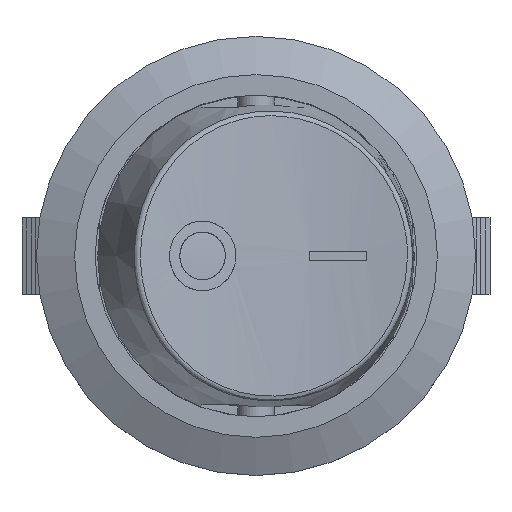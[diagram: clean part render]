
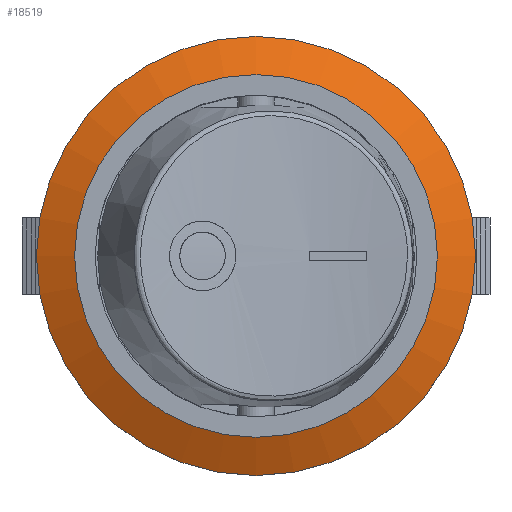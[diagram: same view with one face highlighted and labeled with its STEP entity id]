
A CAD part, top view. The second image highlights one B-rep face of the part: STEP entity #18519.
In plain terms, the highlighted conical face has half-angle 65.772 degrees and reference radius 10.5 mm.
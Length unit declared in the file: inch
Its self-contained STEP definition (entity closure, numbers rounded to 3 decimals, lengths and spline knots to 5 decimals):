
#342=CONICAL_SURFACE('',#19541,0.41339,1.148);
#1146=CIRCLE('',#19542,0.45276);
#1147=CIRCLE('',#19543,0.37402);
#2403=LINE('',#92498,#3660);
#3660=VECTOR('',#22801,0.41339);
#5133=FACE_OUTER_BOUND('',#6267,.T.);
#6267=EDGE_LOOP('',(#17439,#17440,#17441,#17442));
#9146=VERTEX_POINT('',#92495);
#9147=VERTEX_POINT('',#92497);
#11915=EDGE_CURVE('',#9146,#9146,#1146,.T.);
#11916=EDGE_CURVE('',#9146,#9147,#2403,.T.);
#11917=EDGE_CURVE('',#9147,#9147,#1147,.T.);
#17439=ORIENTED_EDGE('',*,*,#11915,.T.);
#17440=ORIENTED_EDGE('',*,*,#11916,.T.);
#17441=ORIENTED_EDGE('',*,*,#11917,.T.);
#17442=ORIENTED_EDGE('',*,*,#11916,.F.);
#18519=ADVANCED_FACE('',(#5133),#342,.T.);
#19541=AXIS2_PLACEMENT_3D('',#92494,#22797,#22798);
#19542=AXIS2_PLACEMENT_3D('',#92496,#22799,#22800);
#19543=AXIS2_PLACEMENT_3D('',#92499,#22802,#22803);
#22797=DIRECTION('center_axis',(0.,0.,-1.));
#22798=DIRECTION('ref_axis',(-1.,0.,0.));
#22799=DIRECTION('center_axis',(0.,0.,1.));
#22800=DIRECTION('ref_axis',(-1.,0.,0.));
#22801=DIRECTION('',(-0.912,0.,0.41));
#22802=DIRECTION('center_axis',(0.,0.,-1.));
#22803=DIRECTION('ref_axis',(-1.,0.,0.));
#92494=CARTESIAN_POINT('Origin',(0.,0.,0.06102));
#92495=CARTESIAN_POINT('',(0.45276,0.,0.04331));
#92496=CARTESIAN_POINT('Origin',(0.,0.,0.04331));
#92497=CARTESIAN_POINT('',(0.37402,0.,0.07874));
#92498=CARTESIAN_POINT('',(0.41339,0.,0.06102));
#92499=CARTESIAN_POINT('Origin',(0.,0.,0.07874));
